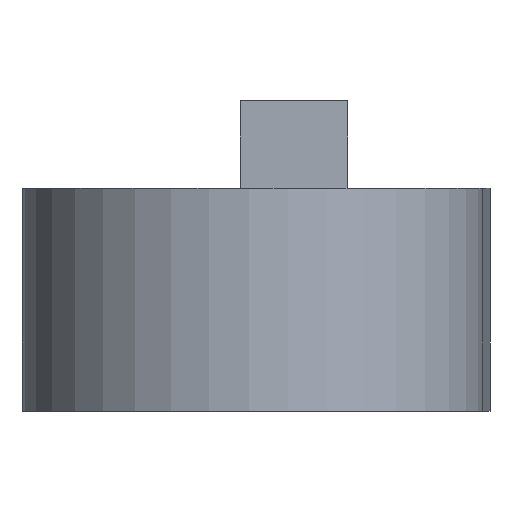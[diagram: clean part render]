
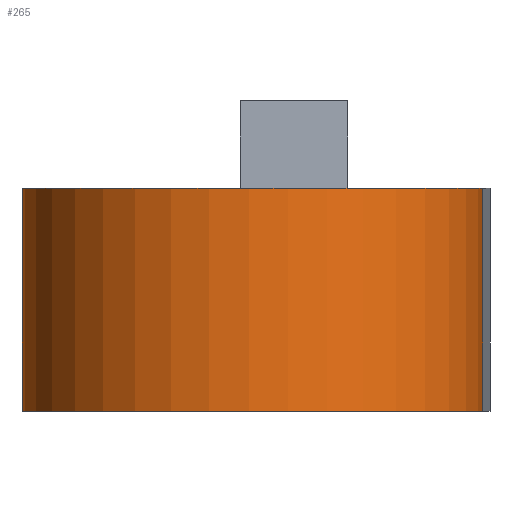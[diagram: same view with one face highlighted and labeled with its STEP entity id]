
A CAD part, front view. The second image highlights one B-rep face of the part: STEP entity #265.
In plain terms, the highlighted cylindrical face has radius 13.53 mm (diameter 27.061 mm), a partial arc.
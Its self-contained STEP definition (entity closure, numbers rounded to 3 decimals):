
#16=CIRCLE('',#295,13.531);
#17=CIRCLE('',#296,13.531);
#22=CYLINDRICAL_SURFACE('',#294,13.531);
#30=FACE_OUTER_BOUND('',#45,.T.);
#45=EDGE_LOOP('',(#196,#197,#198,#199));
#68=LINE('',#415,#98);
#69=LINE('',#418,#99);
#98=VECTOR('',#338,10.);
#99=VECTOR('',#341,10.);
#124=VERTEX_POINT('',#411);
#125=VERTEX_POINT('',#412);
#126=VERTEX_POINT('',#414);
#127=VERTEX_POINT('',#416);
#152=EDGE_CURVE('',#124,#125,#16,.T.);
#153=EDGE_CURVE('',#124,#126,#68,.T.);
#154=EDGE_CURVE('',#127,#126,#17,.T.);
#155=EDGE_CURVE('',#125,#127,#69,.T.);
#196=ORIENTED_EDGE('',*,*,#152,.F.);
#197=ORIENTED_EDGE('',*,*,#153,.T.);
#198=ORIENTED_EDGE('',*,*,#154,.F.);
#199=ORIENTED_EDGE('',*,*,#155,.F.);
#265=ADVANCED_FACE('',(#30),#22,.T.);
#294=AXIS2_PLACEMENT_3D('',#410,#334,#335);
#295=AXIS2_PLACEMENT_3D('',#413,#336,#337);
#296=AXIS2_PLACEMENT_3D('',#417,#339,#340);
#334=DIRECTION('center_axis',(0.,0.,-1.));
#335=DIRECTION('ref_axis',(-1.,0.,0.));
#336=DIRECTION('center_axis',(0.,0.,1.));
#337=DIRECTION('ref_axis',(-1.,0.,0.));
#338=DIRECTION('',(0.,0.,-1.));
#339=DIRECTION('center_axis',(0.,0.,-1.));
#340=DIRECTION('ref_axis',(-1.,0.,0.));
#341=DIRECTION('',(0.,0.,-1.));
#410=CARTESIAN_POINT('Origin',(32.863,-41.593,0.));
#411=CARTESIAN_POINT('',(19.332,-41.593,0.));
#412=CARTESIAN_POINT('',(46.386,-42.029,0.));
#413=CARTESIAN_POINT('Origin',(32.863,-41.593,0.));
#414=CARTESIAN_POINT('',(19.332,-41.593,-13.094));
#415=CARTESIAN_POINT('',(19.332,-41.593,0.));
#416=CARTESIAN_POINT('',(46.386,-42.029,-13.094));
#417=CARTESIAN_POINT('Origin',(32.863,-41.593,-13.094));
#418=CARTESIAN_POINT('',(46.386,-42.029,0.));
